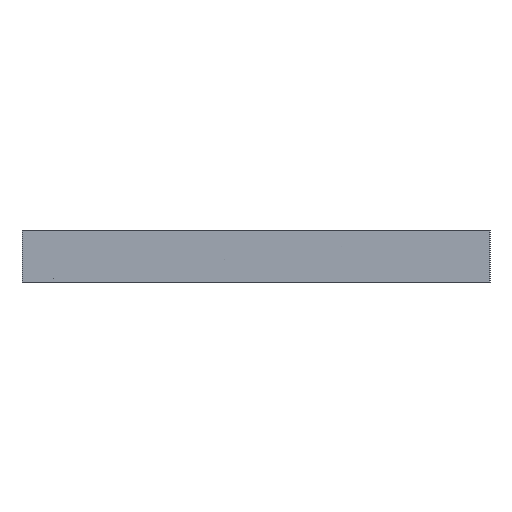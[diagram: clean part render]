
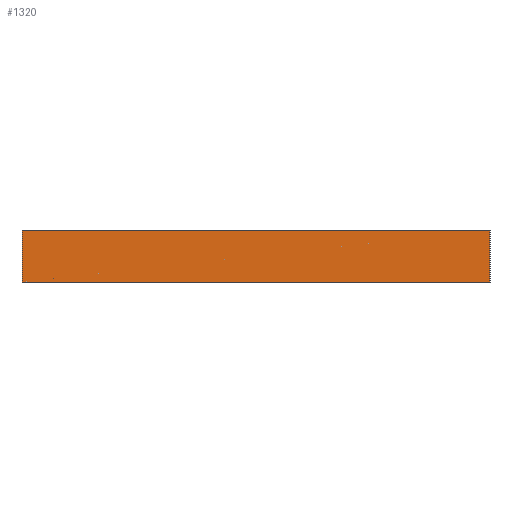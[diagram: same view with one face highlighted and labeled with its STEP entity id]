
A CAD part, left-side view. The second image highlights one B-rep face of the part: STEP entity #1320.
In plain terms, the highlighted planar face has unit normal (-1, 0, 0).
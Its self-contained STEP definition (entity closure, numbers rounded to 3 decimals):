
#3 = VERTEX_POINT ( 'NONE', #7 ) ;
#7 = CARTESIAN_POINT ( 'NONE',  ( -110., 0., 20. ) ) ;
#32 = VERTEX_POINT ( 'NONE', #744 ) ;
#42 = VECTOR ( 'NONE', #1174, 1000. ) ;
#45 = EDGE_CURVE ( 'NONE', #677, #1220, #1456, .T. ) ;
#77 = LINE ( 'NONE', #803, #1183 ) ;
#131 = ORIENTED_EDGE ( 'NONE', *, *, #990, .F. ) ;
#144 = ORIENTED_EDGE ( 'NONE', *, *, #45, .T. ) ;
#249 = ORIENTED_EDGE ( 'NONE', *, *, #1471, .T. ) ;
#289 = PLANE ( 'NONE',  #1459 ) ;
#323 = LINE ( 'NONE', #440, #479 ) ;
#440 = CARTESIAN_POINT ( 'NONE',  ( -110., 0., 20. ) ) ;
#462 = CARTESIAN_POINT ( 'NONE',  ( -110., 0., 20. ) ) ;
#479 = VECTOR ( 'NONE', #560, 1000. ) ;
#512 = EDGE_CURVE ( 'NONE', #677, #3, #323, .T. ) ;
#560 = DIRECTION ( 'NONE',  ( 0., -1., 0. ) ) ;
#612 = CARTESIAN_POINT ( 'NONE',  ( -110., 180., 0. ) ) ;
#637 = ORIENTED_EDGE ( 'NONE', *, *, #512, .F. ) ;
#677 = VERTEX_POINT ( 'NONE', #801 ) ;
#738 = CARTESIAN_POINT ( 'NONE',  ( -110., 180., 20. ) ) ;
#744 = CARTESIAN_POINT ( 'NONE',  ( -110., 0., 0. ) ) ;
#801 = CARTESIAN_POINT ( 'NONE',  ( -110., 180., 20. ) ) ;
#803 = CARTESIAN_POINT ( 'NONE',  ( -110., 0., 0. ) ) ;
#813 = DIRECTION ( 'NONE',  ( 0., 0., -1. ) ) ;
#821 = EDGE_LOOP ( 'NONE', ( #249, #131, #637, #144 ) ) ;
#924 = LINE ( 'NONE', #1388, #1426 ) ;
#944 = DIRECTION ( 'NONE',  ( 0., -1., 0. ) ) ;
#990 = EDGE_CURVE ( 'NONE', #3, #32, #924, .T. ) ;
#1174 = DIRECTION ( 'NONE',  ( 0., 0., -1. ) ) ;
#1183 = VECTOR ( 'NONE', #944, 1000. ) ;
#1220 = VERTEX_POINT ( 'NONE', #612 ) ;
#1260 = DIRECTION ( 'NONE',  ( 1., 0., 0. ) ) ;
#1320 = ADVANCED_FACE ( 'NONE', ( #1372 ), #289, .F. ) ;
#1372 = FACE_OUTER_BOUND ( 'NONE', #821, .T. ) ;
#1388 = CARTESIAN_POINT ( 'NONE',  ( -110., 0., 20. ) ) ;
#1397 = DIRECTION ( 'NONE',  ( 0., 0., -1. ) ) ;
#1426 = VECTOR ( 'NONE', #1397, 1000. ) ;
#1456 = LINE ( 'NONE', #738, #42 ) ;
#1459 = AXIS2_PLACEMENT_3D ( 'NONE', #462, #1260, #813 ) ;
#1471 = EDGE_CURVE ( 'NONE', #1220, #32, #77, .T. ) ;
